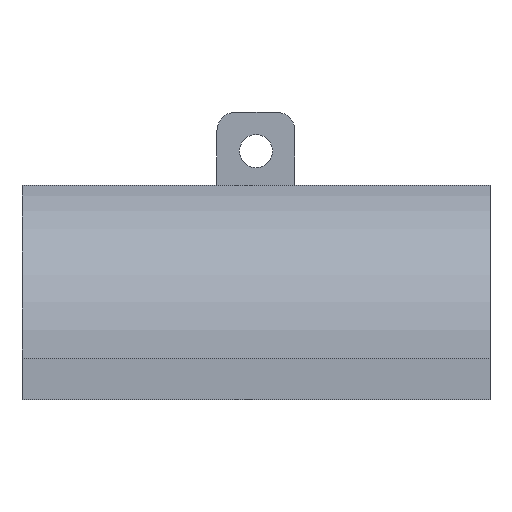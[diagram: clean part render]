
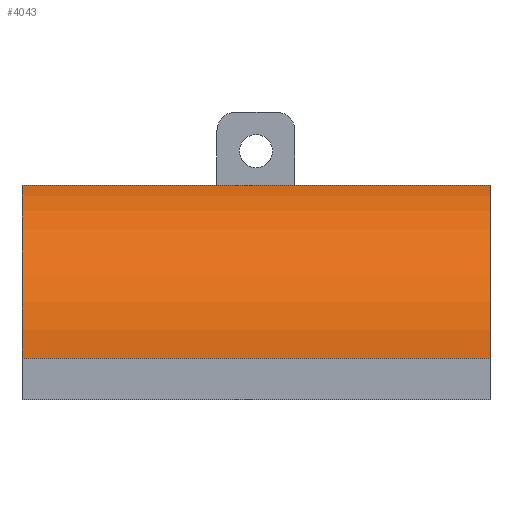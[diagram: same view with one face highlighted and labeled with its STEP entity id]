
A CAD part, front view. The second image highlights one B-rep face of the part: STEP entity #4043.
In plain terms, the highlighted cylindrical face has radius 18.589 mm (diameter 37.179 mm), a partial arc.
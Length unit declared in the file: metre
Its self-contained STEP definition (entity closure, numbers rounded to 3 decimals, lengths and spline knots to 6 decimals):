
#34=CYLINDRICAL_SURFACE('',#4332,0.018589);
#146=CIRCLE('',#4306,0.018589);
#156=CIRCLE('',#4317,0.018589);
#496=ORIENTED_EDGE('',*,*,#1648,.F.);
#497=ORIENTED_EDGE('',*,*,#1656,.F.);
#498=ORIENTED_EDGE('',*,*,#1623,.F.);
#499=ORIENTED_EDGE('',*,*,#1674,.F.);
#1623=EDGE_CURVE('',#2228,#2229,#146,.T.);
#1648=EDGE_CURVE('',#2252,#2253,#156,.F.);
#1656=EDGE_CURVE('',#2229,#2252,#2611,.F.);
#1674=EDGE_CURVE('',#2253,#2228,#2629,.T.);
#2228=VERTEX_POINT('',#6149);
#2229=VERTEX_POINT('',#6151);
#2252=VERTEX_POINT('',#6199);
#2253=VERTEX_POINT('',#6201);
#2611=LINE('',#6214,#3083);
#2629=LINE('',#6250,#3101);
#3083=VECTOR('',#4897,1.);
#3101=VECTOR('',#4935,1.);
#3423=EDGE_LOOP('',(#496,#497,#498,#499));
#3668=FACE_BOUND('',#3423,.T.);
#4043=ADVANCED_FACE('',(#3668),#34,.T.);
#4306=AXIS2_PLACEMENT_3D('',#6150,#4846,#4847);
#4317=AXIS2_PLACEMENT_3D('',#6200,#4883,#4884);
#4332=AXIS2_PLACEMENT_3D('',#6253,#4939,#4940);
#4846=DIRECTION('',(1.,0.,0.));
#4847=DIRECTION('',(0.,0.,-1.));
#4883=DIRECTION('',(1.,0.,0.));
#4884=DIRECTION('',(0.,0.,-1.));
#4897=DIRECTION('',(1.,0.,0.));
#4935=DIRECTION('',(1.,0.,0.));
#4939=DIRECTION('',(1.,0.,0.));
#4940=DIRECTION('',(0.,0.,-1.));
#6149=CARTESIAN_POINT('',(0.024,-0.025,0.022));
#6150=CARTESIAN_POINT('',(0.024,-0.019411,0.004271));
#6151=CARTESIAN_POINT('',(0.024,-0.038,0.004271));
#6199=CARTESIAN_POINT('',(-0.024,-0.038,0.004271));
#6200=CARTESIAN_POINT('',(-0.024,-0.019411,0.004271));
#6201=CARTESIAN_POINT('',(-0.024,-0.025,0.022));
#6214=CARTESIAN_POINT('',(0.,-0.038,0.004271));
#6250=CARTESIAN_POINT('',(-0.0392,-0.025,0.022));
#6253=CARTESIAN_POINT('',(0.,-0.019411,0.004271));
